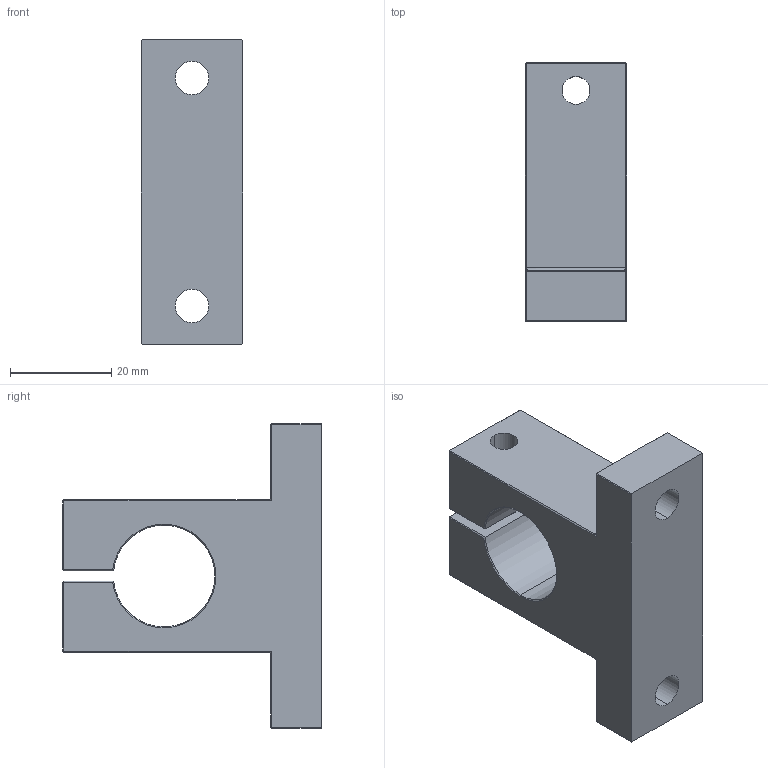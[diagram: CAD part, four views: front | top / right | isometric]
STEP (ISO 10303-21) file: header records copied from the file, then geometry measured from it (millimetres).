
FILE_DESCRIPTION (( 'STEP AP203' ), '1' );
FILE_NAME ('SK-20.STEP', '2014-08-06T11:13:03', ( 'Ovidiu Buiga' ), ( '' ), 'SwSTEP 2.0', 'SolidWorks 2010', '' );
FILE_SCHEMA (( 'CONFIG_CONTROL_DESIGN' ));
Length unit declared in the file: millimetre
Products named in the file (1): SK-20
Bounding box: 20 x 51 x 60 mm (x, y, z)
Volume: 28359.6 mm3; surface area: 9635.9 mm2
Topology: 1 solids, 1 shells, 77 faces, 174 edges, 100 vertices
Faces by surface type: plane 52, cylinder 15, cone 10
Entity records: 2177 total; most frequent: CARTESIAN_POINT 388, DIRECTION 354, ORIENTED_EDGE 348, EDGE_CURVE 174, LINE 126, VECTOR 126, AXIS2_PLACEMENT_3D 114, VERTEX_POINT 100
